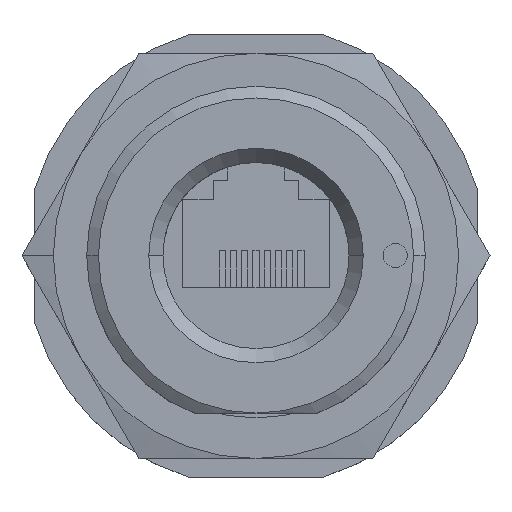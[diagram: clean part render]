
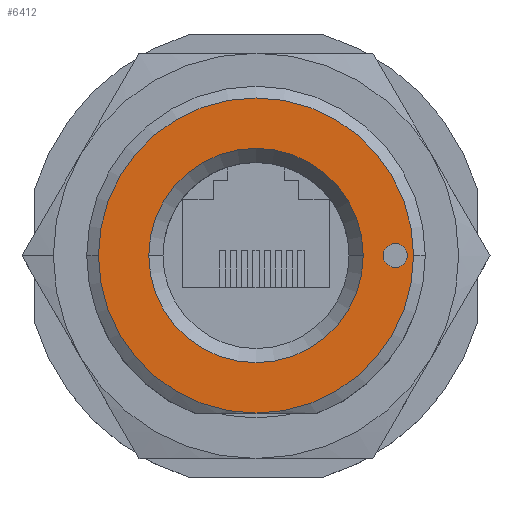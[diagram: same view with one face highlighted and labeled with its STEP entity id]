
A CAD part, top view. The second image highlights one B-rep face of the part: STEP entity #6412.
In plain terms, the highlighted planar face has unit normal (0, 0, 1).
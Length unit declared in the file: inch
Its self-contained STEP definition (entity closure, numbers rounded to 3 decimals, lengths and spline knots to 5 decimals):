
#325 = AXIS2_PLACEMENT_3D ( 'NONE', #1367, #1900, #1387 ) ;
#326 = AXIS2_PLACEMENT_3D ( 'NONE', #1805, #1803, #1977 ) ;
#375 = AXIS2_PLACEMENT_3D ( 'NONE', #10049, #10047, #10046 ) ;
#387 = AXIS2_PLACEMENT_3D ( 'NONE', #9852, #9916, #9895 ) ;
#414 = AXIS2_PLACEMENT_3D ( 'NONE', #6553, #6557, #6563 ) ;
#424 = AXIS2_PLACEMENT_3D ( 'NONE', #6721, #6724, #6727 ) ;
#532 = EDGE_CURVE ( 'NONE', #2895, #2914, #11151, .T. ) ;
#826 = CARTESIAN_POINT ( 'NONE',  ( 0.491, 0., 0. ) ) ;
#955 = PLANE ( 'NONE',  #5623 ) ;
#964 = CARTESIAN_POINT ( 'NONE',  ( 0., 0., 0. ) ) ;
#967 = DIRECTION ( 'NONE',  ( 0., 0., 1. ) ) ;
#969 = DIRECTION ( 'NONE',  ( 1., 0., 0. ) ) ;
#1180 = CARTESIAN_POINT ( 'NONE',  ( 0.4715, 0., 0. ) ) ;
#1183 = CARTESIAN_POINT ( 'NONE',  ( 0.334, 0., 0. ) ) ;
#1189 = CARTESIAN_POINT ( 'NONE',  ( 0.3965, 0., 0. ) ) ;
#1223 = CARTESIAN_POINT ( 'NONE',  ( -0.334, 0., 0. ) ) ;
#1367 = CARTESIAN_POINT ( 'NONE',  ( 0., 0., 0. ) ) ;
#1387 = DIRECTION ( 'NONE',  ( 1., 0., 0. ) ) ;
#1803 = DIRECTION ( 'NONE',  ( 0., 0., 1. ) ) ;
#1805 = CARTESIAN_POINT ( 'NONE',  ( 0., 0., 0. ) ) ;
#1900 = DIRECTION ( 'NONE',  ( 0., 0., -1. ) ) ;
#1977 = DIRECTION ( 'NONE',  ( 1., 0., 0. ) ) ;
#2060 = EDGE_CURVE ( 'NONE', #2891, #2949, #11123, .T. ) ;
#2147 = EDGE_CURVE ( 'NONE', #2914, #2895, #10976, .T. ) ;
#2227 = EDGE_CURVE ( 'NONE', #8629, #8902, #10828, .T. ) ;
#2468 = EDGE_CURVE ( 'NONE', #8902, #8629, #10741, .T. ) ;
#2469 = EDGE_CURVE ( 'NONE', #2949, #2891, #10737, .T. ) ;
#2693 = EDGE_LOOP ( 'NONE', ( #5939, #5938 ) ) ;
#2697 = EDGE_LOOP ( 'NONE', ( #5937, #5935 ) ) ;
#2698 = EDGE_LOOP ( 'NONE', ( #5936, #5933 ) ) ;
#2891 = VERTEX_POINT ( 'NONE', #1183 ) ;
#2895 = VERTEX_POINT ( 'NONE', #1189 ) ;
#2914 = VERTEX_POINT ( 'NONE', #1180 ) ;
#2949 = VERTEX_POINT ( 'NONE', #1223 ) ;
#4477 = CARTESIAN_POINT ( 'NONE',  ( -0.491, 0., 0. ) ) ;
#5623 = AXIS2_PLACEMENT_3D ( 'NONE', #964, #967, #969 ) ;
#5933 = ORIENTED_EDGE ( 'NONE', *, *, #2468, .T. ) ;
#5935 = ORIENTED_EDGE ( 'NONE', *, *, #2469, .T. ) ;
#5936 = ORIENTED_EDGE ( 'NONE', *, *, #2227, .T. ) ;
#5937 = ORIENTED_EDGE ( 'NONE', *, *, #2060, .T. ) ;
#5938 = ORIENTED_EDGE ( 'NONE', *, *, #532, .F. ) ;
#5939 = ORIENTED_EDGE ( 'NONE', *, *, #2147, .F. ) ;
#6412 = ADVANCED_FACE ( 'NONE', ( #7788, #7580, #7621 ), #955, .T. ) ;
#6553 = CARTESIAN_POINT ( 'NONE',  ( 0., 0., 0. ) ) ;
#6557 = DIRECTION ( 'NONE',  ( 0., 0., -1. ) ) ;
#6563 = DIRECTION ( 'NONE',  ( 1., 0., 0. ) ) ;
#6721 = CARTESIAN_POINT ( 'NONE',  ( 0.434, 0., 0. ) ) ;
#6724 = DIRECTION ( 'NONE',  ( 0., 0., 1. ) ) ;
#6727 = DIRECTION ( 'NONE',  ( 1., 0., 0. ) ) ;
#7580 = FACE_BOUND ( 'NONE', #2697, .T. ) ;
#7621 = FACE_OUTER_BOUND ( 'NONE', #2698, .T. ) ;
#7788 = FACE_BOUND ( 'NONE', #2693, .T. ) ;
#8629 = VERTEX_POINT ( 'NONE', #826 ) ;
#8902 = VERTEX_POINT ( 'NONE', #4477 ) ;
#9852 = CARTESIAN_POINT ( 'NONE',  ( 0.434, 0., 0. ) ) ;
#9895 = DIRECTION ( 'NONE',  ( 1., 0., 0. ) ) ;
#9916 = DIRECTION ( 'NONE',  ( 0., 0., 1. ) ) ;
#10046 = DIRECTION ( 'NONE',  ( 1., 0., 0. ) ) ;
#10047 = DIRECTION ( 'NONE',  ( 0., 0., 1. ) ) ;
#10049 = CARTESIAN_POINT ( 'NONE',  ( 0., 0., 0. ) ) ;
#10737 = CIRCLE ( 'NONE', #325, 0.334 ) ;
#10741 = CIRCLE ( 'NONE', #326, 0.491 ) ;
#10828 = CIRCLE ( 'NONE', #375, 0.491 ) ;
#10976 = CIRCLE ( 'NONE', #387, 0.0375 ) ;
#11123 = CIRCLE ( 'NONE', #414, 0.334 ) ;
#11151 = CIRCLE ( 'NONE', #424, 0.0375 ) ;
